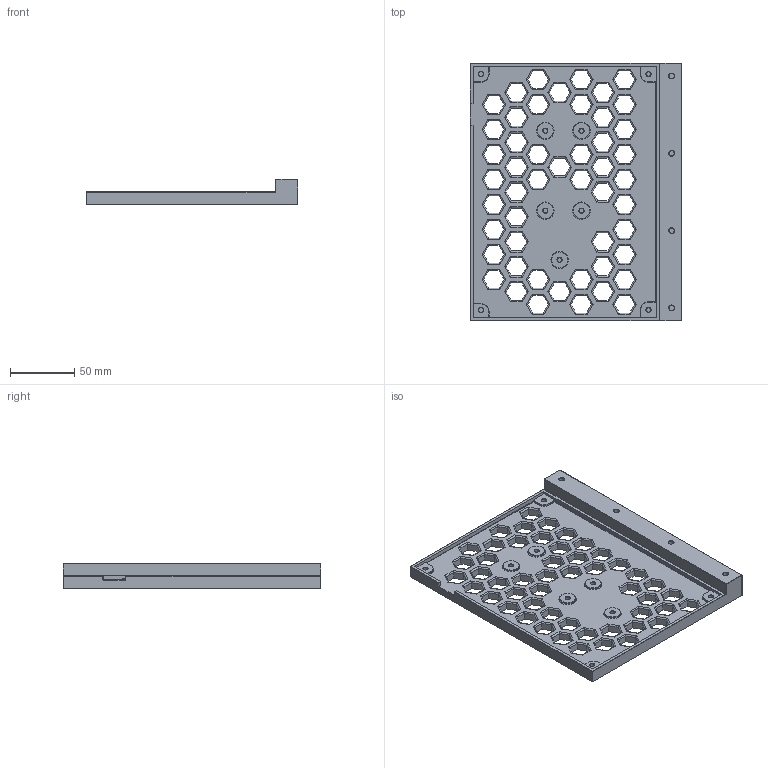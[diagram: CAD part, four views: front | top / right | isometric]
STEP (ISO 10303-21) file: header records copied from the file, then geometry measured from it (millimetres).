
FILE_DESCRIPTION(('FreeCAD Model'),'2;1');
FILE_NAME('Open CASCADE Shape Model','2026-02-18T10:34:17',(''),(''), 'Open CASCADE STEP processor 7.9','FreeCAD','Unknown');
FILE_SCHEMA(('AUTOMOTIVE_DESIGN { 1 0 10303 214 1 1 1 1 }'));
Length unit declared in the file: millimetre
Products named in the file (1): Fillet009
Bounding box: 164.5 x 200 x 19.5 mm (x, y, z)
Volume: 211297.2 mm3; surface area: 78430.3 mm2
Topology: 1 solids, 1 shells, 730 faces, 1776 edges, 1061 vertices
Faces by surface type: cylinder 353, plane 346, torus 13, cone 13, sphere 5
Full cylindrical faces by diameter (mm): 3.525 x9, 4.125 x4, 12.5 x5
Entity records: 21051 total; most frequent: DIRECTION 3659, CARTESIAN_POINT 3563, ORIENTED_EDGE 3542, EDGE_CURVE 1771, LINE 1345, VECTOR 1345, AXIS2_PLACEMENT_3D 1157, VERTEX_POINT 1061
